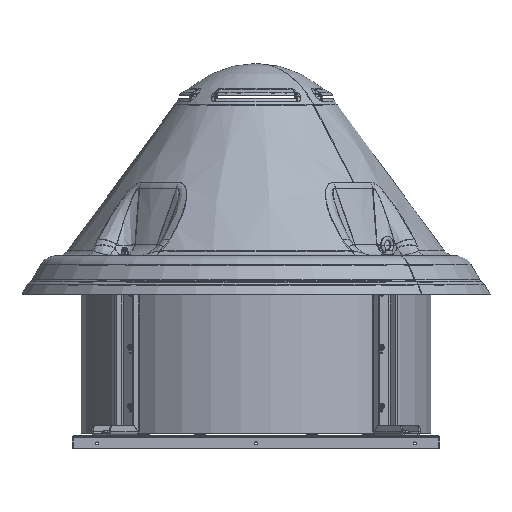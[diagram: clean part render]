
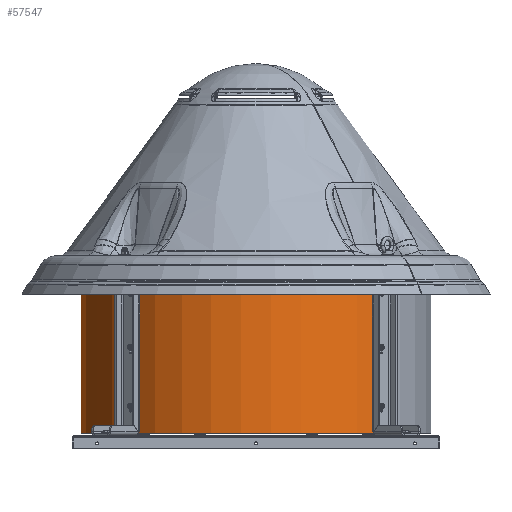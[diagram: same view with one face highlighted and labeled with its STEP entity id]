
A CAD part, left-side view. The second image highlights one B-rep face of the part: STEP entity #57547.
In plain terms, the highlighted cylindrical face has radius 525 mm (diameter 1050 mm), a partial arc.
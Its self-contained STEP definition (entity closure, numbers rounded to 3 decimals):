
#2913 = CARTESIAN_POINT ( 'NONE',  ( 525., 0., 0. ) ) ;
#4014 = CARTESIAN_POINT ( 'NONE',  ( 525., 0., 500. ) ) ;
#5534 = VERTEX_POINT ( 'NONE', #20421 ) ;
#6101 = ORIENTED_EDGE ( 'NONE', *, *, #25124, .T. ) ;
#7016 = VERTEX_POINT ( 'NONE', #47535 ) ;
#9235 = EDGE_CURVE ( 'NONE', #5534, #17924, #69237, .T. ) ;
#10161 = DIRECTION ( 'NONE',  ( 0., 0., 1. ) ) ;
#10781 = EDGE_LOOP ( 'NONE', ( #49314, #6101, #36177, #49167 ) ) ;
#15838 = CARTESIAN_POINT ( 'NONE',  ( -525., 0., 500. ) ) ;
#15922 = LINE ( 'NONE', #4014, #64756 ) ;
#17924 = VERTEX_POINT ( 'NONE', #63236 ) ;
#18351 = AXIS2_PLACEMENT_3D ( 'NONE', #43594, #10161, #43347 ) ;
#20421 = CARTESIAN_POINT ( 'NONE',  ( 525., 0., 500. ) ) ;
#21701 = AXIS2_PLACEMENT_3D ( 'NONE', #21893, #38697, #55477 ) ;
#21893 = CARTESIAN_POINT ( 'NONE',  ( 0., 0., 500. ) ) ;
#25124 = EDGE_CURVE ( 'NONE', #5534, #68874, #15922, .T. ) ;
#29784 = CYLINDRICAL_SURFACE ( 'NONE', #37128, 525. ) ;
#36177 = ORIENTED_EDGE ( 'NONE', *, *, #68535, .T. ) ;
#37128 = AXIS2_PLACEMENT_3D ( 'NONE', #60077, #71287, #49369 ) ;
#38697 = DIRECTION ( 'NONE',  ( 0., 0., 1. ) ) ;
#43272 = DIRECTION ( 'NONE',  ( 0., 0., -1. ) ) ;
#43347 = DIRECTION ( 'NONE',  ( 1., 0., 0. ) ) ;
#43594 = CARTESIAN_POINT ( 'NONE',  ( 0., 0., 0. ) ) ;
#47535 = CARTESIAN_POINT ( 'NONE',  ( -525., 0., 0. ) ) ;
#49167 = ORIENTED_EDGE ( 'NONE', *, *, #70877, .F. ) ;
#49314 = ORIENTED_EDGE ( 'NONE', *, *, #9235, .F. ) ;
#49369 = DIRECTION ( 'NONE',  ( -1., 0., 0. ) ) ;
#49924 = VECTOR ( 'NONE', #54811, 1000. ) ;
#54811 = DIRECTION ( 'NONE',  ( 0., 0., -1. ) ) ;
#55477 = DIRECTION ( 'NONE',  ( 1., 0., 0. ) ) ;
#56810 = FACE_OUTER_BOUND ( 'NONE', #10781, .T. ) ;
#57547 = ADVANCED_FACE ( 'NONE', ( #56810 ), #29784, .T. ) ;
#60077 = CARTESIAN_POINT ( 'NONE',  ( 0., 0., 500. ) ) ;
#63236 = CARTESIAN_POINT ( 'NONE',  ( -525., 0., 500. ) ) ;
#64756 = VECTOR ( 'NONE', #43272, 1000. ) ;
#64880 = CIRCLE ( 'NONE', #18351, 525. ) ;
#67333 = LINE ( 'NONE', #15838, #49924 ) ;
#68535 = EDGE_CURVE ( 'NONE', #68874, #7016, #64880, .T. ) ;
#68874 = VERTEX_POINT ( 'NONE', #2913 ) ;
#69237 = CIRCLE ( 'NONE', #21701, 525. ) ;
#70877 = EDGE_CURVE ( 'NONE', #17924, #7016, #67333, .T. ) ;
#71287 = DIRECTION ( 'NONE',  ( 0., 0., -1. ) ) ;
